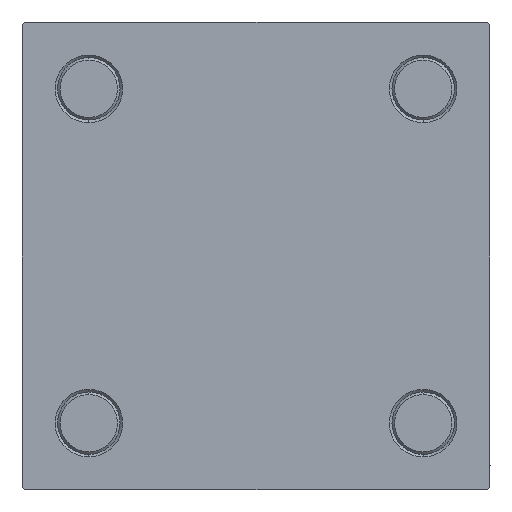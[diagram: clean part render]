
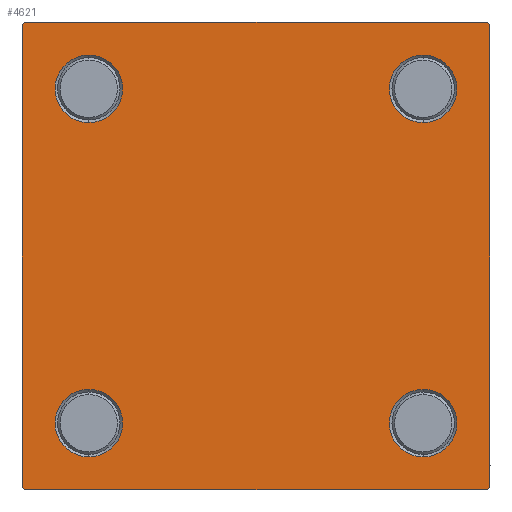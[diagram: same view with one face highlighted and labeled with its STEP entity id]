
A CAD part, left-side view. The second image highlights one B-rep face of the part: STEP entity #4621.
In plain terms, the highlighted planar face has unit normal (-1, 0, 0).
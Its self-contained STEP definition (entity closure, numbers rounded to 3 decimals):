
#430 = DIRECTION ( 'NONE',  ( 1., 0., 0. ) ) ;
#499 = ORIENTED_EDGE ( 'NONE', *, *, #2319, .T. ) ;
#502 = ORIENTED_EDGE ( 'NONE', *, *, #21442, .T. ) ;
#595 = VERTEX_POINT ( 'NONE', #45217 ) ;
#657 = DIRECTION ( 'NONE',  ( 0., 0., 1. ) ) ;
#697 = CIRCLE ( 'NONE', #31285, 6.5 ) ;
#923 = DIRECTION ( 'NONE',  ( 0., 0., 1. ) ) ;
#1468 = AXIS2_PLACEMENT_3D ( 'NONE', #12775, #36217, #28157 ) ;
#1613 = ORIENTED_EDGE ( 'NONE', *, *, #34678, .T. ) ;
#1813 = LINE ( 'NONE', #20211, #36714 ) ;
#1977 = EDGE_CURVE ( 'NONE', #16792, #38633, #9856, .T. ) ;
#2319 = EDGE_CURVE ( 'NONE', #39598, #26076, #33926, .T. ) ;
#2453 = VERTEX_POINT ( 'NONE', #22253 ) ;
#2690 = VERTEX_POINT ( 'NONE', #46335 ) ;
#3246 = ORIENTED_EDGE ( 'NONE', *, *, #21350, .T. ) ;
#3494 = DIRECTION ( 'NONE',  ( 0., -0.707, 0.707 ) ) ;
#3996 = CARTESIAN_POINT ( 'NONE',  ( 0., -32.15, 38.65 ) ) ;
#4218 = DIRECTION ( 'NONE',  ( 0., -0.707, -0.707 ) ) ;
#4379 = VECTOR ( 'NONE', #41574, 1000. ) ;
#4621 = ADVANCED_FACE ( 'NONE', ( #16876, #33245, #36539, #6038, #13607 ), #6279, .T. ) ;
#5050 = CARTESIAN_POINT ( 'NONE',  ( 0., -32.15, 25.65 ) ) ;
#5076 = VECTOR ( 'NONE', #4218, 1000. ) ;
#5197 = CARTESIAN_POINT ( 'NONE',  ( 0., 32.15, 32.15 ) ) ;
#5496 = CIRCLE ( 'NONE', #1468, 6.5 ) ;
#5547 = ORIENTED_EDGE ( 'NONE', *, *, #38433, .T. ) ;
#5718 = DIRECTION ( 'NONE',  ( 0., 0.707, -0.707 ) ) ;
#6038 = FACE_BOUND ( 'NONE', #9974, .T. ) ;
#6279 = PLANE ( 'NONE',  #42054 ) ;
#6288 = EDGE_CURVE ( 'NONE', #40582, #16792, #8014, .T. ) ;
#6412 = VERTEX_POINT ( 'NONE', #45196 ) ;
#7124 = CARTESIAN_POINT ( 'NONE',  ( 0., -32.15, -32.15 ) ) ;
#7269 = ORIENTED_EDGE ( 'NONE', *, *, #43905, .T. ) ;
#8014 = LINE ( 'NONE', #27666, #5076 ) ;
#9242 = DIRECTION ( 'NONE',  ( 0., 0., 1. ) ) ;
#9406 = CARTESIAN_POINT ( 'NONE',  ( 0., 32.15, 38.65 ) ) ;
#9443 = CARTESIAN_POINT ( 'NONE',  ( 0., 45., 45. ) ) ;
#9508 = CARTESIAN_POINT ( 'NONE',  ( 0., 44.75, 44.75 ) ) ;
#9827 = LINE ( 'NONE', #13611, #48212 ) ;
#9856 = LINE ( 'NONE', #25239, #33152 ) ;
#9974 = EDGE_LOOP ( 'NONE', ( #45482, #7269 ) ) ;
#10321 = VERTEX_POINT ( 'NONE', #20347 ) ;
#10842 = CARTESIAN_POINT ( 'NONE',  ( 0., 45., 45. ) ) ;
#12387 = DIRECTION ( 'NONE',  ( 1., 0., 0. ) ) ;
#12502 = DIRECTION ( 'NONE',  ( 1., 0., 0. ) ) ;
#12577 = AXIS2_PLACEMENT_3D ( 'NONE', #43022, #430, #923 ) ;
#12775 = CARTESIAN_POINT ( 'NONE',  ( 0., -32.15, 32.15 ) ) ;
#13607 = FACE_OUTER_BOUND ( 'NONE', #19314, .T. ) ;
#13611 = CARTESIAN_POINT ( 'NONE',  ( 0., -44.75, 44.75 ) ) ;
#13844 = AXIS2_PLACEMENT_3D ( 'NONE', #31158, #12502, #657 ) ;
#13867 = EDGE_CURVE ( 'NONE', #595, #40582, #45368, .T. ) ;
#13921 = CARTESIAN_POINT ( 'NONE',  ( 0., -44.75, -44.75 ) ) ;
#15146 = ORIENTED_EDGE ( 'NONE', *, *, #44872, .T. ) ;
#15400 = EDGE_CURVE ( 'NONE', #10321, #46392, #28604, .T. ) ;
#15522 = EDGE_CURVE ( 'NONE', #2453, #6412, #35842, .T. ) ;
#15572 = ORIENTED_EDGE ( 'NONE', *, *, #17457, .F. ) ;
#16792 = VERTEX_POINT ( 'NONE', #31973 ) ;
#16876 = FACE_BOUND ( 'NONE', #47703, .T. ) ;
#16936 = DIRECTION ( 'NONE',  ( 0., 0., -1. ) ) ;
#17399 = VERTEX_POINT ( 'NONE', #32806 ) ;
#17457 = EDGE_CURVE ( 'NONE', #17399, #2690, #1813, .T. ) ;
#17796 = AXIS2_PLACEMENT_3D ( 'NONE', #5197, #31661, #9242 ) ;
#17981 = DIRECTION ( 'NONE',  ( 0., 0., 1. ) ) ;
#19119 = CARTESIAN_POINT ( 'NONE',  ( 0., -44.5, -45. ) ) ;
#19291 = VERTEX_POINT ( 'NONE', #9406 ) ;
#19306 = EDGE_LOOP ( 'NONE', ( #499, #3246 ) ) ;
#19314 = EDGE_LOOP ( 'NONE', ( #27498, #47390, #48157, #15146, #15572, #5547, #41197, #47689 ) ) ;
#20211 = CARTESIAN_POINT ( 'NONE',  ( 0., -45., 45. ) ) ;
#20347 = CARTESIAN_POINT ( 'NONE',  ( 0., 44.5, 45. ) ) ;
#21350 = EDGE_CURVE ( 'NONE', #26076, #39598, #33632, .T. ) ;
#21423 = DIRECTION ( 'NONE',  ( 0., 0., 1. ) ) ;
#21442 = EDGE_CURVE ( 'NONE', #24590, #39562, #29621, .T. ) ;
#21607 = ORIENTED_EDGE ( 'NONE', *, *, #15522, .T. ) ;
#22253 = CARTESIAN_POINT ( 'NONE',  ( 0., -32.15, -25.65 ) ) ;
#23673 = CARTESIAN_POINT ( 'NONE',  ( 0., 32.15, -25.65 ) ) ;
#24590 = VERTEX_POINT ( 'NONE', #5050 ) ;
#24693 = CIRCLE ( 'NONE', #12577, 6.5 ) ;
#24830 = DIRECTION ( 'NONE',  ( 0., -1., 0. ) ) ;
#25075 = DIRECTION ( 'NONE',  ( 0., 0., 1. ) ) ;
#25239 = CARTESIAN_POINT ( 'NONE',  ( 0., 45., -45. ) ) ;
#25245 = DIRECTION ( 'NONE',  ( 1., 0., 0. ) ) ;
#25449 = CARTESIAN_POINT ( 'NONE',  ( 0., 0., 0. ) ) ;
#25803 = CARTESIAN_POINT ( 'NONE',  ( 0., -32.15, -32.15 ) ) ;
#26076 = VERTEX_POINT ( 'NONE', #38943 ) ;
#26174 = VECTOR ( 'NONE', #24830, 1000. ) ;
#27498 = ORIENTED_EDGE ( 'NONE', *, *, #13867, .T. ) ;
#27666 = CARTESIAN_POINT ( 'NONE',  ( 0., 44.75, -44.75 ) ) ;
#27784 = AXIS2_PLACEMENT_3D ( 'NONE', #7124, #44712, #17981 ) ;
#28157 = DIRECTION ( 'NONE',  ( 0., 0., 1. ) ) ;
#28604 = LINE ( 'NONE', #9443, #26174 ) ;
#29079 = EDGE_CURVE ( 'NONE', #19291, #43310, #24693, .T. ) ;
#29621 = CIRCLE ( 'NONE', #32827, 6.5 ) ;
#31158 = CARTESIAN_POINT ( 'NONE',  ( 0., 32.15, -32.15 ) ) ;
#31285 = AXIS2_PLACEMENT_3D ( 'NONE', #25803, #33598, #25075 ) ;
#31661 = DIRECTION ( 'NONE',  ( 1., 0., 0. ) ) ;
#31973 = CARTESIAN_POINT ( 'NONE',  ( 0., 44.5, -45. ) ) ;
#32547 = DIRECTION ( 'NONE',  ( 0., 0., 1. ) ) ;
#32806 = CARTESIAN_POINT ( 'NONE',  ( 0., -45., 44.5 ) ) ;
#32827 = AXIS2_PLACEMENT_3D ( 'NONE', #36327, #25245, #32547 ) ;
#33152 = VECTOR ( 'NONE', #40597, 1000. ) ;
#33245 = FACE_BOUND ( 'NONE', #42485, .T. ) ;
#33539 = EDGE_CURVE ( 'NONE', #39562, #24590, #5496, .T. ) ;
#33598 = DIRECTION ( 'NONE',  ( 1., 0., 0. ) ) ;
#33632 = CIRCLE ( 'NONE', #44118, 6.5 ) ;
#33926 = CIRCLE ( 'NONE', #13844, 6.5 ) ;
#34321 = EDGE_CURVE ( 'NONE', #10321, #595, #44028, .T. ) ;
#34678 = EDGE_CURVE ( 'NONE', #6412, #2453, #697, .T. ) ;
#35842 = CIRCLE ( 'NONE', #27784, 6.5 ) ;
#36030 = DIRECTION ( 'NONE',  ( 0., 0.707, 0.707 ) ) ;
#36217 = DIRECTION ( 'NONE',  ( 1., 0., 0. ) ) ;
#36327 = CARTESIAN_POINT ( 'NONE',  ( 0., -32.15, 32.15 ) ) ;
#36539 = FACE_BOUND ( 'NONE', #19306, .T. ) ;
#36714 = VECTOR ( 'NONE', #16936, 1000. ) ;
#37419 = CARTESIAN_POINT ( 'NONE',  ( 0., -44.5, 45. ) ) ;
#38433 = EDGE_CURVE ( 'NONE', #17399, #46392, #9827, .T. ) ;
#38633 = VERTEX_POINT ( 'NONE', #19119 ) ;
#38943 = CARTESIAN_POINT ( 'NONE',  ( 0., 32.15, -38.65 ) ) ;
#38993 = ORIENTED_EDGE ( 'NONE', *, *, #33539, .T. ) ;
#39562 = VERTEX_POINT ( 'NONE', #3996 ) ;
#39598 = VERTEX_POINT ( 'NONE', #23673 ) ;
#40582 = VERTEX_POINT ( 'NONE', #46664 ) ;
#40597 = DIRECTION ( 'NONE',  ( 0., -1., 0. ) ) ;
#41197 = ORIENTED_EDGE ( 'NONE', *, *, #15400, .F. ) ;
#41574 = DIRECTION ( 'NONE',  ( 0., 0., -1. ) ) ;
#42044 = LINE ( 'NONE', #13921, #46783 ) ;
#42054 = AXIS2_PLACEMENT_3D ( 'NONE', #25449, #44594, #21423 ) ;
#42130 = DIRECTION ( 'NONE',  ( 0., 0., 1. ) ) ;
#42377 = CARTESIAN_POINT ( 'NONE',  ( 0., 32.15, -32.15 ) ) ;
#42485 = EDGE_LOOP ( 'NONE', ( #21607, #1613 ) ) ;
#43022 = CARTESIAN_POINT ( 'NONE',  ( 0., 32.15, 32.15 ) ) ;
#43310 = VERTEX_POINT ( 'NONE', #47979 ) ;
#43905 = EDGE_CURVE ( 'NONE', #43310, #19291, #44352, .T. ) ;
#44028 = LINE ( 'NONE', #9508, #49735 ) ;
#44118 = AXIS2_PLACEMENT_3D ( 'NONE', #42377, #12387, #42130 ) ;
#44352 = CIRCLE ( 'NONE', #17796, 6.5 ) ;
#44594 = DIRECTION ( 'NONE',  ( -1., 0., 0. ) ) ;
#44712 = DIRECTION ( 'NONE',  ( 1., 0., 0. ) ) ;
#44872 = EDGE_CURVE ( 'NONE', #38633, #2690, #42044, .T. ) ;
#45196 = CARTESIAN_POINT ( 'NONE',  ( 0., -32.15, -38.65 ) ) ;
#45217 = CARTESIAN_POINT ( 'NONE',  ( 0., 45., 44.5 ) ) ;
#45368 = LINE ( 'NONE', #10842, #4379 ) ;
#45482 = ORIENTED_EDGE ( 'NONE', *, *, #29079, .T. ) ;
#46335 = CARTESIAN_POINT ( 'NONE',  ( 0., -45., -44.5 ) ) ;
#46392 = VERTEX_POINT ( 'NONE', #37419 ) ;
#46664 = CARTESIAN_POINT ( 'NONE',  ( 0., 45., -44.5 ) ) ;
#46783 = VECTOR ( 'NONE', #3494, 1000. ) ;
#47390 = ORIENTED_EDGE ( 'NONE', *, *, #6288, .T. ) ;
#47689 = ORIENTED_EDGE ( 'NONE', *, *, #34321, .T. ) ;
#47703 = EDGE_LOOP ( 'NONE', ( #38993, #502 ) ) ;
#47979 = CARTESIAN_POINT ( 'NONE',  ( 0., 32.15, 25.65 ) ) ;
#48157 = ORIENTED_EDGE ( 'NONE', *, *, #1977, .T. ) ;
#48212 = VECTOR ( 'NONE', #36030, 1000. ) ;
#49735 = VECTOR ( 'NONE', #5718, 1000. ) ;
